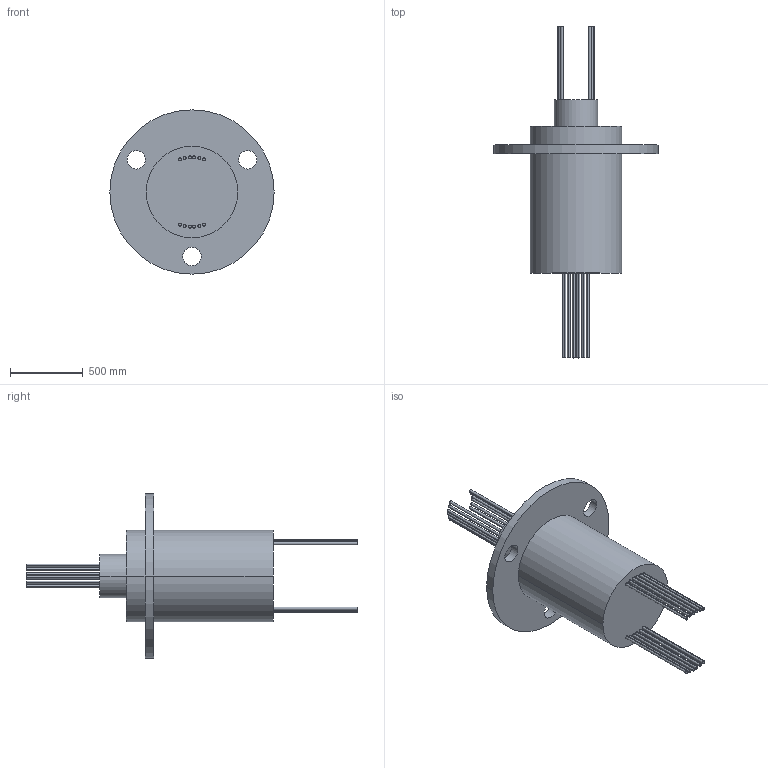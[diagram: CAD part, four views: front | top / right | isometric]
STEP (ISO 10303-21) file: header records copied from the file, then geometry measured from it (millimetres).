
FILE_DESCRIPTION((''),'2;1');
FILE_NAME('CA12X4HAL','2011-06-17T',('Administrator'),(''),'PRO/ENGINEER BY PARAMETRIC TECHNOLOGY CORPORATION, 2009280','PRO/ENGINEER BY PARAMETRIC TECHNOLOGY CORPORATION, 2009280','');
FILE_SCHEMA(('CONFIG_CONTROL_DESIGN'));
Length unit declared in the file: inch
Products named in the file (1): CA12X4HAL
Bounding box: 1130.3 x 2284.73 x 1130.3 mm (x, y, z)
Volume: 371188696.6 mm3; surface area: 5107976.2 mm2
Topology: 1 solids, 1 shells, 91 faces, 186 edges, 124 vertices
Faces by surface type: cylinder 62, plane 29
Entity records: 2516 total; most frequent: DIRECTION 492, CARTESIAN_POINT 401, ORIENTED_EDGE 372, AXIS2_PLACEMENT_3D 215, EDGE_CURVE 186, VERTEX_POINT 124, EDGE_LOOP 124, CIRCLE 124
